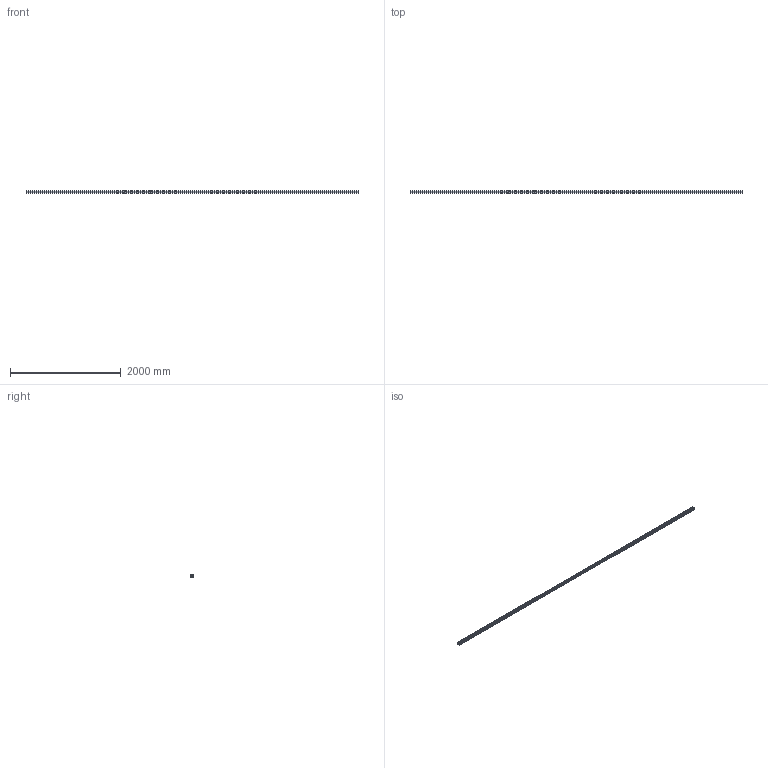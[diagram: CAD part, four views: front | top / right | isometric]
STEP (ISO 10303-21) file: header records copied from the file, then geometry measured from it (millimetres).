
FILE_DESCRIPTION (( 'STEP AP214' ), '1' );
FILE_NAME ('201020 Profil 45x45L Nut 10.STEP', '2019-01-28T12:58:39', ( '' ), ( '' ), 'SwSTEP 2.0', 'SolidWorks 2017', '' );
FILE_SCHEMA (( 'AUTOMOTIVE_DESIGN' ));
Length unit declared in the file: millimetre
Products named in the file (1): 201020 Profil 45x45L Nut 10
Bounding box: 6000 x 45 x 45 mm (x, y, z)
Volume: 3420039 mm3; surface area: 3594546.3 mm2
Topology: 1 solids, 1 shells, 254 faces, 756 edges, 504 vertices
Faces by surface type: cylinder 148, plane 106
Entity records: 8690 total; most frequent: DIRECTION 1562, CARTESIAN_POINT 1515, ORIENTED_EDGE 1512, EDGE_CURVE 756, AXIS2_PLACEMENT_3D 551, VERTEX_POINT 504, VECTOR 460, LINE 460
